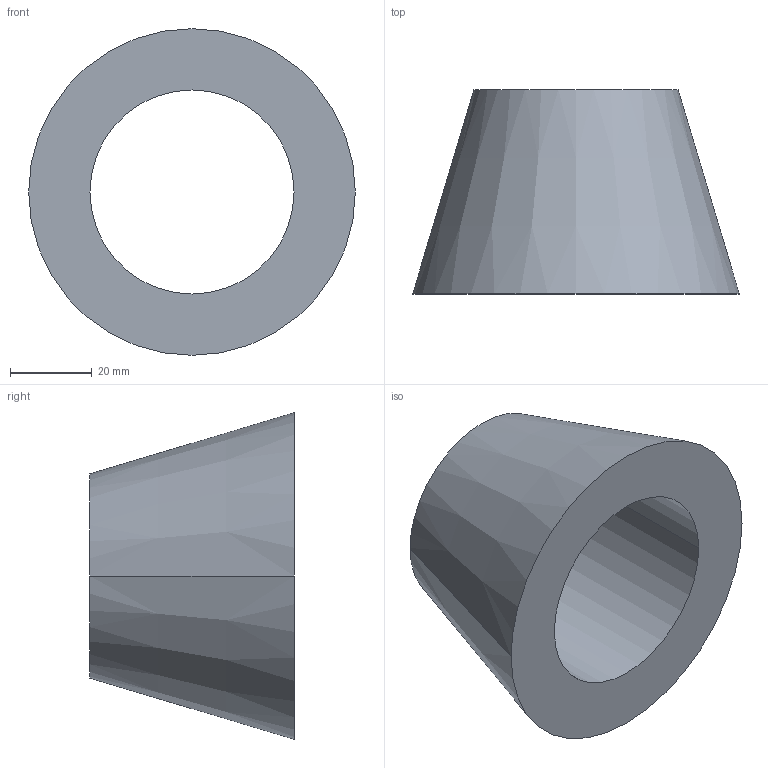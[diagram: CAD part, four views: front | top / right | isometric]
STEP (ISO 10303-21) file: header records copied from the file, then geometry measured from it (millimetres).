
FILE_DESCRIPTION((''),'2;1');
FILE_NAME('MRLM-S-T5-TEST-ADAPTER','2024-11-10T17:21:23',('Casey'),(''),'CREO PARAMETRIC BY PTC INC, 2023073','CREO PARAMETRIC BY PTC INC, 2023073','');
FILE_SCHEMA(('CONFIG_CONTROL_DESIGN'));
Length unit declared in the file: millimetre
Products named in the file (1): MRLM-S-T5-TEST-ADAPTER
Bounding box: 80 x 50 x 80 mm (x, y, z)
Volume: 70685.8 mm3; surface area: 21576.8 mm2
Topology: 1 solids, 1 shells, 5 faces, 10 edges, 6 vertices
Faces by surface type: cylinder 2, cone 2, plane 1
Entity records: 176 total; most frequent: DIRECTION 26, CARTESIAN_POINT 21, ORIENTED_EDGE 20, AXIS2_PLACEMENT_3D 11, EDGE_CURVE 10, VERTEX_POINT 6, EDGE_LOOP 6, CIRCLE 6
